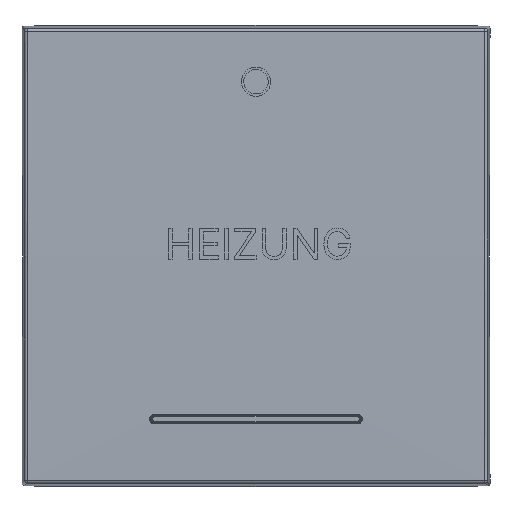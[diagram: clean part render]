
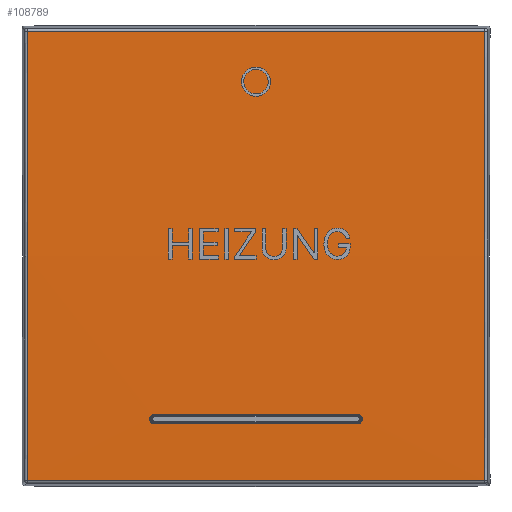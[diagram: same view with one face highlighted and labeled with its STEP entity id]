
A CAD part, top view. The second image highlights one B-rep face of the part: STEP entity #108789.
In plain terms, the highlighted cylindrical face has radius 1600 mm (diameter 3200 mm), a partial arc.
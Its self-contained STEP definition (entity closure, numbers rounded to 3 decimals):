
#87424=CARTESIAN_POINT('',(-27.202,7.71,
26.707));
#87425=CARTESIAN_POINT('',(-27.2,7.77,
23.124));
#87426=CARTESIAN_POINT('',(-27.196,7.864,
16.006));
#87427=CARTESIAN_POINT('',(-27.193,7.934,
5.746));
#87428=CARTESIAN_POINT('',(-27.193,7.938,
-4.91));
#87429=CARTESIAN_POINT('',(-27.196,7.867,
-15.784));
#87430=CARTESIAN_POINT('',(-27.2,7.771,
-23.056));
#87431=CARTESIAN_POINT('',(-27.202,7.71,
-26.707));
#87433=DIRECTION('',(1.,0.,0.));
#87434=VECTOR('',#87433,54.405);
#87435=CARTESIAN_POINT('',(-27.202,7.71,
-26.707));
#87436=LINE('22880',#87435,#87434);
#87437=CARTESIAN_POINT('',(27.202,7.71,
-26.707));
#87438=CARTESIAN_POINT('',(27.2,7.77,
-23.124));
#87439=CARTESIAN_POINT('',(27.196,7.864,
-16.006));
#87440=CARTESIAN_POINT('',(27.193,7.934,
-5.745));
#87441=CARTESIAN_POINT('',(27.193,7.938,4.91));
#87442=CARTESIAN_POINT('',(27.196,7.867,15.784));
#87443=CARTESIAN_POINT('',(27.2,7.771,23.056));
#87444=CARTESIAN_POINT('',(27.202,7.71,26.707));
#87446=DIRECTION('',(-1.,0.,0.));
#87447=VECTOR('',#87446,54.405);
#87448=CARTESIAN_POINT('',(27.202,7.71,26.707));
#87449=LINE('22886',#87448,#87447);
#87450=CARTESIAN_POINT('',(-12.1,7.809,19.947));
#87451=CARTESIAN_POINT('',(-12.123,7.809,
19.947));
#87452=CARTESIAN_POINT('',(-12.168,7.809,
19.944));
#87453=CARTESIAN_POINT('',(-12.236,7.809,
19.932));
#87454=CARTESIAN_POINT('',(-12.302,7.809,
19.91));
#87455=CARTESIAN_POINT('',(-12.364,7.809,
19.881));
#87456=CARTESIAN_POINT('',(-12.422,7.81,
19.844));
#87457=CARTESIAN_POINT('',(-12.475,7.81,
19.8));
#87458=CARTESIAN_POINT('',(-12.522,7.811,
19.75));
#87459=CARTESIAN_POINT('',(-12.562,7.812,
19.695));
#87460=CARTESIAN_POINT('',(-12.596,7.812,
19.634));
#87461=CARTESIAN_POINT('',(-12.621,7.813,
19.571));
#87462=CARTESIAN_POINT('',(-12.638,7.814,
19.504));
#87463=CARTESIAN_POINT('',(-12.647,7.815,
19.436));
#87464=CARTESIAN_POINT('',(-12.647,7.816,
19.367));
#87465=CARTESIAN_POINT('',(-12.638,7.817,
19.299));
#87466=CARTESIAN_POINT('',(-12.621,7.817,
19.232));
#87467=CARTESIAN_POINT('',(-12.596,7.818,
19.168));
#87468=CARTESIAN_POINT('',(-12.563,7.819,
19.108));
#87469=CARTESIAN_POINT('',(-12.523,7.819,
19.052));
#87470=CARTESIAN_POINT('',(-12.476,7.82,
19.002));
#87471=CARTESIAN_POINT('',(-12.423,7.821,
18.958));
#87472=CARTESIAN_POINT('',(-12.365,7.821,
18.921));
#87473=CARTESIAN_POINT('',(-12.302,7.821,
18.892));
#87474=CARTESIAN_POINT('',(-12.237,7.822,
18.87));
#87475=CARTESIAN_POINT('',(-12.169,7.822,
18.857));
#87476=CARTESIAN_POINT('',(-12.123,7.822,
18.854));
#87477=CARTESIAN_POINT('',(-12.1,7.822,18.854));
#87479=DIRECTION('',(-1.,0.,0.));
#87480=VECTOR('',#87479,24.2);
#87481=CARTESIAN_POINT('',(12.1,7.809,19.947));
#87482=LINE('22921',#87481,#87480);
#87483=CARTESIAN_POINT('',(12.1,7.822,18.854));
#87484=CARTESIAN_POINT('',(12.123,7.822,18.854));
#87485=CARTESIAN_POINT('',(12.168,7.822,18.857));
#87486=CARTESIAN_POINT('',(12.236,7.822,18.87));
#87487=CARTESIAN_POINT('',(12.302,7.821,18.891));
#87488=CARTESIAN_POINT('',(12.364,7.821,18.921));
#87489=CARTESIAN_POINT('',(12.422,7.821,18.958));
#87490=CARTESIAN_POINT('',(12.475,7.82,19.001));
#87491=CARTESIAN_POINT('',(12.522,7.819,19.051));
#87492=CARTESIAN_POINT('',(12.562,7.819,19.107));
#87493=CARTESIAN_POINT('',(12.596,7.818,19.167));
#87494=CARTESIAN_POINT('',(12.621,7.817,19.231));
#87495=CARTESIAN_POINT('',(12.638,7.817,19.298));
#87496=CARTESIAN_POINT('',(12.647,7.816,19.366));
#87497=CARTESIAN_POINT('',(12.647,7.815,19.435));
#87498=CARTESIAN_POINT('',(12.638,7.814,19.503));
#87499=CARTESIAN_POINT('',(12.621,7.813,19.57));
#87500=CARTESIAN_POINT('',(12.596,7.812,19.633));
#87501=CARTESIAN_POINT('',(12.563,7.812,19.694));
#87502=CARTESIAN_POINT('',(12.523,7.811,19.75));
#87503=CARTESIAN_POINT('',(12.476,7.81,19.8));
#87504=CARTESIAN_POINT('',(12.423,7.81,19.843));
#87505=CARTESIAN_POINT('',(12.365,7.809,19.881));
#87506=CARTESIAN_POINT('',(12.302,7.809,19.91));
#87507=CARTESIAN_POINT('',(12.237,7.809,19.931));
#87508=CARTESIAN_POINT('',(12.169,7.809,19.944));
#87509=CARTESIAN_POINT('',(12.123,7.809,19.947));
#87510=CARTESIAN_POINT('',(12.1,7.809,19.947));
#87512=DIRECTION('',(1.,0.,0.));
#87513=VECTOR('',#87512,24.2);
#87514=CARTESIAN_POINT('',(-12.1,7.822,18.854));
#87515=LINE('22917',#87514,#87513);
#102690=VERTEX_POINT('',#87424);
#102691=VERTEX_POINT('',#87431);
#102692=CARTESIAN_POINT('',(27.202,7.71,
-26.707));
#102693=VERTEX_POINT('',#102692);
#102694=VERTEX_POINT('',#87444);
#102695=VERTEX_POINT('',#87450);
#102696=VERTEX_POINT('',#87477);
#102697=CARTESIAN_POINT('',(12.1,7.822,18.854));
#102698=VERTEX_POINT('',#102697);
#102699=VERTEX_POINT('',#87510);
#108765=CARTESIAN_POINT('',(-27.8,-1592.067,0.));
#108766=DIRECTION('',(1.,0.,0.));
#108767=DIRECTION('',(0.,0.,-1.));
#108768=AXIS2_PLACEMENT_3D('',#108765,#108766,#108767);
#108769=CYLINDRICAL_SURFACE('22866',#108768,1600.);
#108771=ORIENTED_EDGE('22877',*,*,#108770,.T.);
#108773=ORIENTED_EDGE('22880',*,*,#108772,.T.);
#108775=ORIENTED_EDGE('22883',*,*,#108774,.T.);
#108777=ORIENTED_EDGE('22886',*,*,#108776,.T.);
#108778=EDGE_LOOP('22866',(#108771,#108773,#108775,#108777));
#108779=FACE_OUTER_BOUND('22866',#108778,.F.);
#108781=ORIENTED_EDGE('22915',*,*,#108780,.F.);
#108783=ORIENTED_EDGE('22921',*,*,#108782,.F.);
#108785=ORIENTED_EDGE('22919',*,*,#108784,.F.);
#108786=ORIENTED_EDGE('22917',*,*,#108755,.F.);
#108787=EDGE_LOOP('22866',(#108781,#108783,#108785,#108786));
#108788=FACE_BOUND('22866',#108787,.F.);
#87432=B_SPLINE_CURVE_WITH_KNOTS('22877',3,(#87424,#87425,#87426,#87427,#87428,
#87429,#87430,#87431),.UNSPECIFIED.,.F.,.F.,(4,1,1,1,1,4),(0.,0.2,0.4,
0.6,0.8,1.),.UNSPECIFIED.);
#87445=B_SPLINE_CURVE_WITH_KNOTS('22883',3,(#87437,#87438,#87439,#87440,#87441,
#87442,#87443,#87444),.UNSPECIFIED.,.F.,.F.,(4,1,1,1,1,4),(0.,0.2,0.4,
0.6,0.8,1.),.UNSPECIFIED.);
#87478=B_SPLINE_CURVE_WITH_KNOTS('22915',3,(#87450,#87451,#87452,#87453,#87454,
#87455,#87456,#87457,#87458,#87459,#87460,#87461,#87462,#87463,#87464,#87465,
#87466,#87467,#87468,#87469,#87470,#87471,#87472,#87473,#87474,#87475,#87476,
#87477),.UNSPECIFIED.,.F.,.F.,(4,1,1,1,1,1,1,1,1,1,1,1,1,1,1,1,1,1,1,1,1,1,1,1,
1,4),(0.,0.04,0.08,0.12,0.16,0.2,0.24,0.28,0.32,0.36,0.4,
0.44,0.48,0.52,0.56,0.6,0.64,0.68,0.72,0.76,0.8,0.84,
0.88,0.92,0.96,1.),.UNSPECIFIED.);
#87511=B_SPLINE_CURVE_WITH_KNOTS('22919',3,(#87483,#87484,#87485,#87486,#87487,
#87488,#87489,#87490,#87491,#87492,#87493,#87494,#87495,#87496,#87497,#87498,
#87499,#87500,#87501,#87502,#87503,#87504,#87505,#87506,#87507,#87508,#87509,
#87510),.UNSPECIFIED.,.F.,.F.,(4,1,1,1,1,1,1,1,1,1,1,1,1,1,1,1,1,1,1,1,1,1,1,1,
1,4),(0.,0.04,0.08,0.12,0.16,0.2,0.24,0.28,0.32,0.36,0.4,
0.44,0.48,0.52,0.56,0.6,0.64,0.68,0.72,0.76,0.8,0.84,
0.88,0.92,0.96,1.),.UNSPECIFIED.);
#108755=EDGE_CURVE('22917',#102696,#102698,#87515,.T.);
#108770=EDGE_CURVE('22877',#102690,#102691,#87432,.T.);
#108772=EDGE_CURVE('22880',#102691,#102693,#87436,.T.);
#108774=EDGE_CURVE('22883',#102693,#102694,#87445,.T.);
#108776=EDGE_CURVE('22886',#102694,#102690,#87449,.T.);
#108780=EDGE_CURVE('22915',#102695,#102696,#87478,.T.);
#108782=EDGE_CURVE('22921',#102699,#102695,#87482,.T.);
#108784=EDGE_CURVE('22919',#102698,#102699,#87511,.T.);
#108789=ADVANCED_FACE('22866',(#108779,#108788),#108769,.T.);
